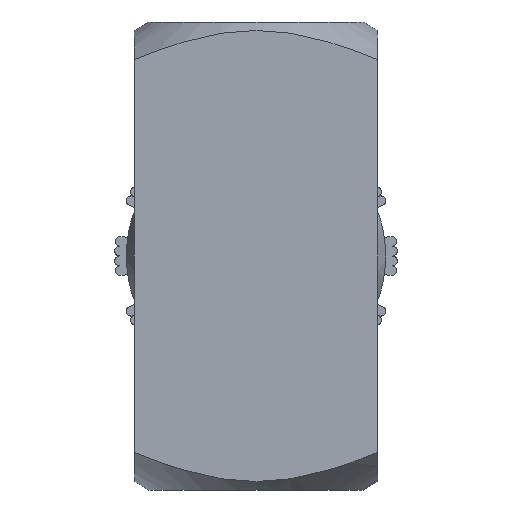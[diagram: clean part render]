
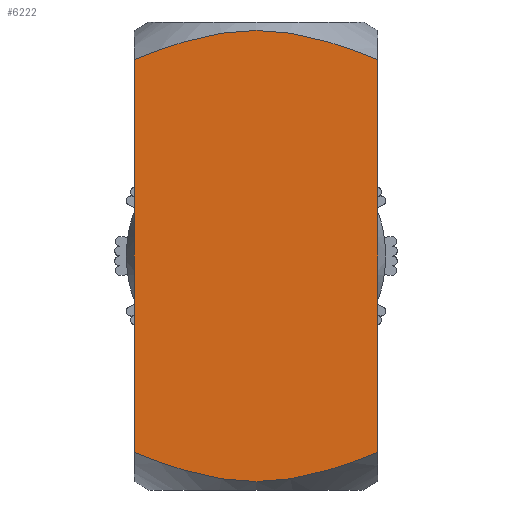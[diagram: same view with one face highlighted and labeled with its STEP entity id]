
A CAD part, front view. The second image highlights one B-rep face of the part: STEP entity #6222.
In plain terms, the highlighted planar face has unit normal (0, -1, 0).
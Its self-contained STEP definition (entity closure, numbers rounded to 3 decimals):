
#59=(
BOUNDED_CURVE()
B_SPLINE_CURVE(2,(#12043,#12044,#12045),.UNSPECIFIED.,.F.,.F.)
B_SPLINE_CURVE_WITH_KNOTS((3,3),(5.521,10.48),
 .UNSPECIFIED.)
CURVE()
GEOMETRIC_REPRESENTATION_ITEM()
RATIONAL_B_SPLINE_CURVE((3.541,4.275,4.275))
REPRESENTATION_ITEM('')
);
#60=(
BOUNDED_CURVE()
B_SPLINE_CURVE(2,(#12047,#12048,#12049),.UNSPECIFIED.,.F.,.F.)
B_SPLINE_CURVE_WITH_KNOTS((3,3),(10.48,15.44),
 .UNSPECIFIED.)
CURVE()
GEOMETRIC_REPRESENTATION_ITEM()
RATIONAL_B_SPLINE_CURVE((4.275,4.275,3.541))
REPRESENTATION_ITEM('')
);
#61=(
BOUNDED_CURVE()
B_SPLINE_CURVE(2,(#12053,#12054,#12055),.UNSPECIFIED.,.F.,.F.)
B_SPLINE_CURVE_WITH_KNOTS((3,3),(5.77,10.905),
 .UNSPECIFIED.)
CURVE()
GEOMETRIC_REPRESENTATION_ITEM()
RATIONAL_B_SPLINE_CURVE((3.663,4.421,4.421))
REPRESENTATION_ITEM('')
);
#62=(
BOUNDED_CURVE()
B_SPLINE_CURVE(2,(#12057,#12058,#12059),.UNSPECIFIED.,.F.,.F.)
B_SPLINE_CURVE_WITH_KNOTS((3,3),(10.905,16.04),
 .UNSPECIFIED.)
CURVE()
GEOMETRIC_REPRESENTATION_ITEM()
RATIONAL_B_SPLINE_CURVE((4.421,4.421,3.663))
REPRESENTATION_ITEM('')
);
#286=PLANE('',#6824);
#709=FACE_OUTER_BOUND('',#1066,.T.);
#1066=EDGE_LOOP('',(#5082,#5083,#5084,#5085,#5086,#5087));
#1487=LINE('',#12051,#1873);
#1488=LINE('',#12060,#1874);
#1873=VECTOR('',#8305,10.);
#1874=VECTOR('',#8306,10.);
#2696=VERTEX_POINT('',#12041);
#2697=VERTEX_POINT('',#12042);
#2698=VERTEX_POINT('',#12046);
#2699=VERTEX_POINT('',#12050);
#2700=VERTEX_POINT('',#12052);
#2701=VERTEX_POINT('',#12056);
#3522=EDGE_CURVE('',#2696,#2697,#59,.T.);
#3523=EDGE_CURVE('',#2697,#2698,#60,.T.);
#3524=EDGE_CURVE('',#2699,#2698,#1487,.T.);
#3525=EDGE_CURVE('',#2699,#2700,#61,.T.);
#3526=EDGE_CURVE('',#2700,#2701,#62,.T.);
#3527=EDGE_CURVE('',#2701,#2696,#1488,.T.);
#5082=ORIENTED_EDGE('',*,*,#3522,.T.);
#5083=ORIENTED_EDGE('',*,*,#3523,.T.);
#5084=ORIENTED_EDGE('',*,*,#3524,.F.);
#5085=ORIENTED_EDGE('',*,*,#3525,.T.);
#5086=ORIENTED_EDGE('',*,*,#3526,.T.);
#5087=ORIENTED_EDGE('',*,*,#3527,.T.);
#6222=ADVANCED_FACE('',(#709),#286,.T.);
#6824=AXIS2_PLACEMENT_3D('',#12040,#8303,#8304);
#8303=DIRECTION('center_axis',(0.,-1.,0.));
#8304=DIRECTION('ref_axis',(0.,0.,-1.));
#8305=DIRECTION('',(0.,0.,-1.));
#8306=DIRECTION('',(0.,0.,-1.));
#12040=CARTESIAN_POINT('Origin',(12.5,-12.5,0.));
#12041=CARTESIAN_POINT('',(-12.5,-12.5,-20.145));
#12042=CARTESIAN_POINT('',(0.,-12.5,-23.134));
#12043=CARTESIAN_POINT('Ctrl Pts',(-12.5,-12.5,-20.145));
#12044=CARTESIAN_POINT('Ctrl Pts',(-5.178,-12.5,-23.134));
#12045=CARTESIAN_POINT('Ctrl Pts',(0.,-12.5,-23.134));
#12046=CARTESIAN_POINT('',(12.5,-12.5,-20.145));
#12047=CARTESIAN_POINT('Ctrl Pts',(0.,-12.5,-23.134));
#12048=CARTESIAN_POINT('Ctrl Pts',(5.178,-12.5,-23.134));
#12049=CARTESIAN_POINT('Ctrl Pts',(12.5,-12.5,-20.145));
#12050=CARTESIAN_POINT('',(12.5,-12.5,20.145));
#12051=CARTESIAN_POINT('',(12.5,-12.5,0.));
#12052=CARTESIAN_POINT('',(0.,-12.5,23.134));
#12053=CARTESIAN_POINT('Ctrl Pts',(12.5,-12.5,20.145));
#12054=CARTESIAN_POINT('Ctrl Pts',(5.178,-12.5,23.134));
#12055=CARTESIAN_POINT('Ctrl Pts',(0.,-12.5,23.134));
#12056=CARTESIAN_POINT('',(-12.5,-12.5,20.145));
#12057=CARTESIAN_POINT('Ctrl Pts',(0.,-12.5,23.134));
#12058=CARTESIAN_POINT('Ctrl Pts',(-5.178,-12.5,23.134));
#12059=CARTESIAN_POINT('Ctrl Pts',(-12.5,-12.5,20.145));
#12060=CARTESIAN_POINT('',(-12.5,-12.5,0.));
